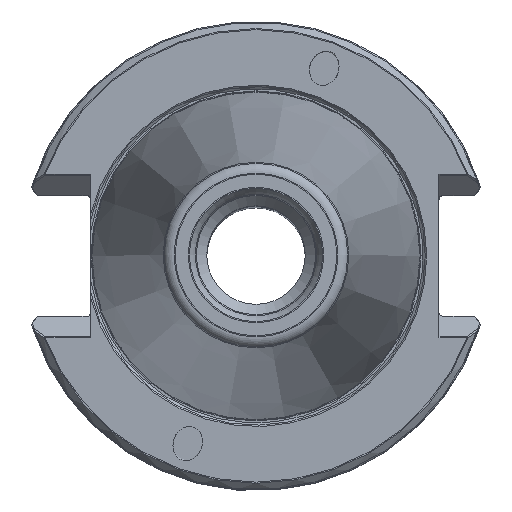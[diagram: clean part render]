
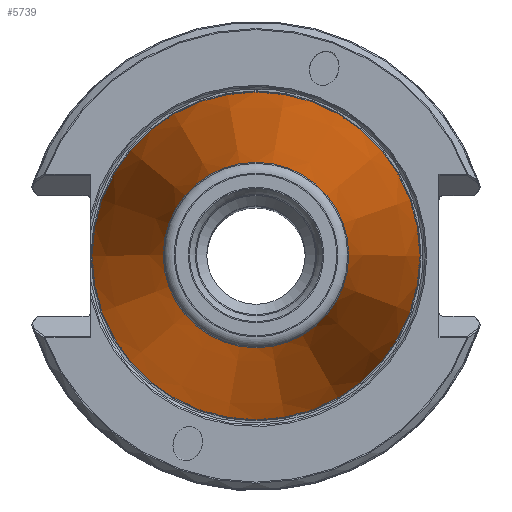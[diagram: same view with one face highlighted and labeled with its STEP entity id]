
A CAD part, top view. The second image highlights one B-rep face of the part: STEP entity #5739.
In plain terms, the highlighted conical face has half-angle 8.297 degrees and reference radius 12.415 mm.
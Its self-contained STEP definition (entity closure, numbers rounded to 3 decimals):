
#570=CONICAL_SURFACE('',#6173,12.415,0.145);
#1206=ORIENTED_EDGE('',*,*,#1946,.T.);
#1207=ORIENTED_EDGE('',*,*,#1947,.T.);
#1946=EDGE_CURVE('',#2400,#2400,#2712,.F.);
#1947=EDGE_CURVE('',#2401,#2401,#2713,.T.);
#2400=VERTEX_POINT('',#8336);
#2401=VERTEX_POINT('',#8339);
#2712=CIRCLE('',#6172,12.602);
#2713=CIRCLE('',#6174,22.302);
#3067=EDGE_LOOP('',(#1206));
#3068=EDGE_LOOP('',(#1207));
#3490=FACE_BOUND('',#3067,.T.);
#3491=FACE_BOUND('',#3068,.T.);
#5739=ADVANCED_FACE('',(#3490,#3491),#570,.T.);
#6172=AXIS2_PLACEMENT_3D('',#8335,#7084,#7085);
#6173=AXIS2_PLACEMENT_3D('',#8337,#7086,#7087);
#6174=AXIS2_PLACEMENT_3D('',#8338,#7088,#7089);
#7084=DIRECTION('',(0.,0.,1.));
#7085=DIRECTION('',(1.,0.,0.));
#7086=DIRECTION('',(0.,0.,-1.));
#7087=DIRECTION('',(-1.,0.,0.));
#7088=DIRECTION('',(0.,0.,1.));
#7089=DIRECTION('',(1.,0.,0.));
#8335=CARTESIAN_POINT('',(0.,0.,67.166));
#8336=CARTESIAN_POINT('',(12.602,0.,67.166));
#8337=CARTESIAN_POINT('',(0.,0.,68.45));
#8338=CARTESIAN_POINT('',(0.,0.,0.65));
#8339=CARTESIAN_POINT('',(22.302,0.,0.65));
